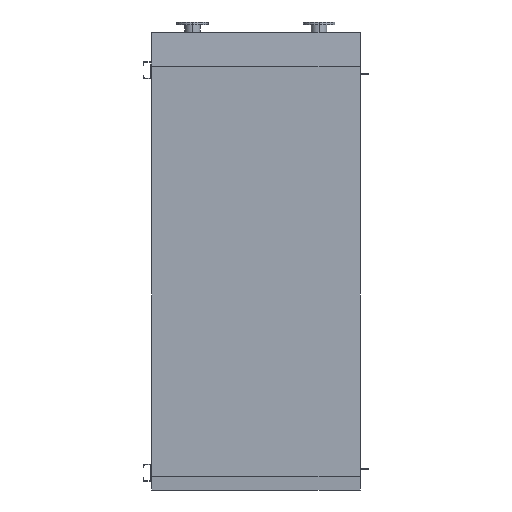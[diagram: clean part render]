
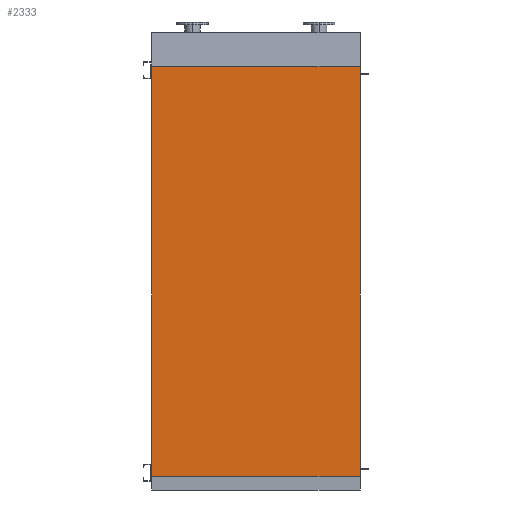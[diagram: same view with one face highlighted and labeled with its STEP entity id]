
A CAD part, front view. The second image highlights one B-rep face of the part: STEP entity #2333.
In plain terms, the highlighted planar face has unit normal (0, -1, 0).
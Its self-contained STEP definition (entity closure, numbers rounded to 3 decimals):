
#81 = LINE ( 'NONE', #3214, #542 ) ;
#542 = VECTOR ( 'NONE', #2450, 1000. ) ;
#700 = EDGE_CURVE ( 'NONE', #7547, #7453, #7319, .T. ) ;
#795 = CARTESIAN_POINT ( 'NONE',  ( 725., 0., 0. ) ) ;
#1231 = ORIENTED_EDGE ( 'NONE', *, *, #5095, .F. ) ;
#1360 = VERTEX_POINT ( 'NONE', #2216 ) ;
#1723 = EDGE_LOOP ( 'NONE', ( #5372, #1231, #3067, #7923 ) ) ;
#1835 = VECTOR ( 'NONE', #5835, 1000. ) ;
#1962 = DIRECTION ( 'NONE',  ( 0., -1., 0. ) ) ;
#2216 = CARTESIAN_POINT ( 'NONE',  ( -725., 0., -2850. ) ) ;
#2333 = ADVANCED_FACE ( 'NONE', ( #6682 ), #8985, .T. ) ;
#2450 = DIRECTION ( 'NONE',  ( 1., 0., 0. ) ) ;
#2559 = DIRECTION ( 'NONE',  ( 0., 0., 1. ) ) ;
#2709 = CARTESIAN_POINT ( 'NONE',  ( 725., 0., -2850. ) ) ;
#2773 = DIRECTION ( 'NONE',  ( 0., 0., -1. ) ) ;
#2810 = VECTOR ( 'NONE', #5118, 1000. ) ;
#3067 = ORIENTED_EDGE ( 'NONE', *, *, #5110, .T. ) ;
#3214 = CARTESIAN_POINT ( 'NONE',  ( -725., 0., -2850. ) ) ;
#3881 = CARTESIAN_POINT ( 'NONE',  ( 725., 0., -2850. ) ) ;
#4747 = LINE ( 'NONE', #7879, #6297 ) ;
#4941 = AXIS2_PLACEMENT_3D ( 'NONE', #7297, #1962, #2773 ) ;
#5095 = EDGE_CURVE ( 'NONE', #1360, #9884, #4747, .T. ) ;
#5110 = EDGE_CURVE ( 'NONE', #1360, #7547, #81, .T. ) ;
#5118 = DIRECTION ( 'NONE',  ( 1., 0., 0. ) ) ;
#5372 = ORIENTED_EDGE ( 'NONE', *, *, #8821, .F. ) ;
#5835 = DIRECTION ( 'NONE',  ( 0., 0., 1. ) ) ;
#6297 = VECTOR ( 'NONE', #2559, 1000. ) ;
#6560 = CARTESIAN_POINT ( 'NONE',  ( -725., 0., 0. ) ) ;
#6682 = FACE_OUTER_BOUND ( 'NONE', #1723, .T. ) ;
#7297 = CARTESIAN_POINT ( 'NONE',  ( -725., 0., -2850. ) ) ;
#7319 = LINE ( 'NONE', #2709, #1835 ) ;
#7453 = VERTEX_POINT ( 'NONE', #795 ) ;
#7547 = VERTEX_POINT ( 'NONE', #3881 ) ;
#7879 = CARTESIAN_POINT ( 'NONE',  ( -725., 0., -2850. ) ) ;
#7923 = ORIENTED_EDGE ( 'NONE', *, *, #700, .T. ) ;
#8821 = EDGE_CURVE ( 'NONE', #9884, #7453, #8865, .T. ) ;
#8865 = LINE ( 'NONE', #6560, #2810 ) ;
#8985 = PLANE ( 'NONE',  #4941 ) ;
#9301 = CARTESIAN_POINT ( 'NONE',  ( -725., 0., 0. ) ) ;
#9884 = VERTEX_POINT ( 'NONE', #9301 ) ;
